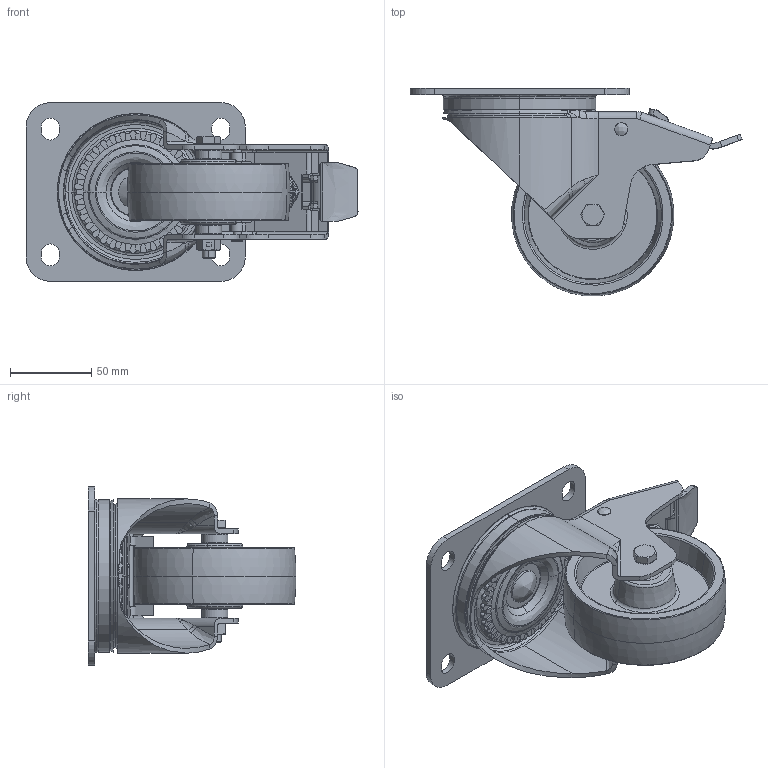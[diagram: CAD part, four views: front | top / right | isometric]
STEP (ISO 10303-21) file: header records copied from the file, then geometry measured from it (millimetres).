
FILE_DESCRIPTION (( 'STEP AP214' ), '1' );
FILE_NAME ('0038110_L-IK-PALZ-100-R-3-DSN-GP.STEP', '2016-07-26T09:49:42', ( '' ), ( '' ), 'SwSTEP 2.0', 'SolidWorks 2016', '' );
FILE_SCHEMA (( 'AUTOMOTIVE_DESIGN' ));
Length unit declared in the file: millimetre
Products named in the file (1): 0038110_L-IK-PALZ-100-R-3-DSN-GP
Bounding box: 204.41 x 127.87 x 110 mm (x, y, z)
Surface area: 185434 mm2 (no closed solid volume)
Topology: 0 solids, 27 shells, 1180 faces, 3053 edges, 1913 vertices
Faces by surface type: cylinder 481, plane 379, bspline 142, cone 124, torus 54
Entity records: 60151 total; most frequent: CARTESIAN_POINT 18630, DIRECTION 6062, ORIENTED_EDGE 5944, EDGE_CURVE 3044, AXIS2_PLACEMENT_3D 2371, VERTEX_POINT 1913, CIRCLE 1332, LINE 1320
